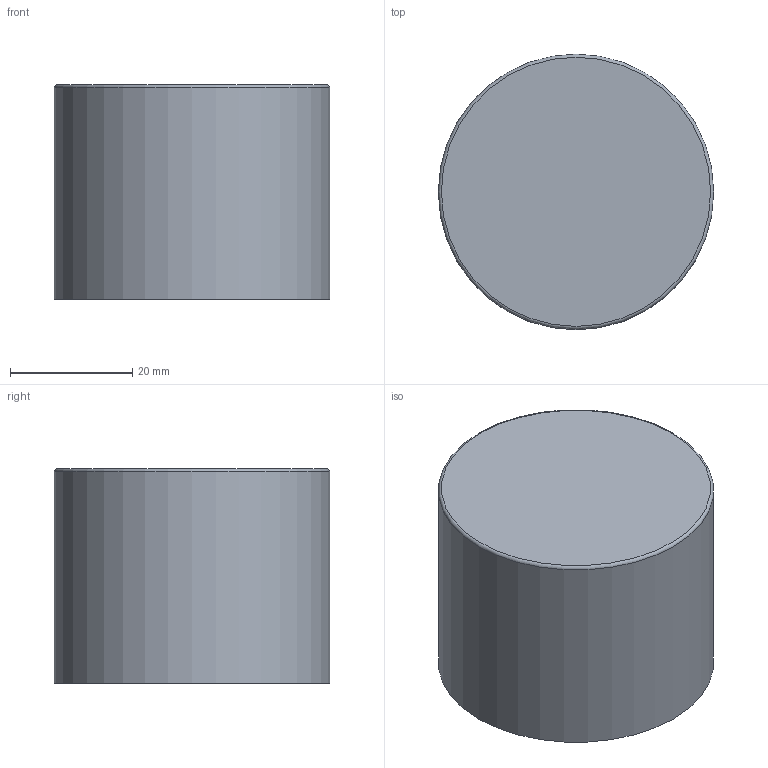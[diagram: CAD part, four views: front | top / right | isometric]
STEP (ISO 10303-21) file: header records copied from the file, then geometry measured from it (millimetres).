
FILE_DESCRIPTION(/* description */ (''),/* implementation_level */ '2;1');
FILE_NAME(/* name */ '上盖.stp',/* time_stamp */ '2024-08-28T11:17:00+08:00',/* author */ (''),/* organization */ (''),/* preprocessor_version */ 'ST-DEVELOPER v16',/* originating_system */ 'SIEMENS PLM Software NX 10.0',/* authorisation */ '');
FILE_SCHEMA (('AP203_CONFIGURATION_CONTROLLED_3D_DESIGN_OF_MECHANICAL_PARTS_AND_ASSEMBLIES_MIM_LF { 1 0 10303 403 2 1 2}'));
Length unit declared in the file: millimetre
Products named in the file (1): DELL5088A48Bwpld
Bounding box: 45 x 45 x 35 mm (x, y, z)
Volume: 23977.7 mm3; surface area: 12519.5 mm2
Topology: 1 solids, 1 shells, 41 faces, 90 edges, 55 vertices
Faces by surface type: plane 17, cylinder 12, cone 9, bspline 2, torus 1
Full cylindrical faces by diameter (mm): 34 x1, 41 x1, 45 x1
Entity records: 3511 total; most frequent: CARTESIAN_POINT 2540, DIRECTION 188, ORIENTED_EDGE 168, EDGE_CURVE 84, AXIS2_PLACEMENT_3D 73, VERTEX_POINT 54, EDGE_LOOP 50, LINE 42
